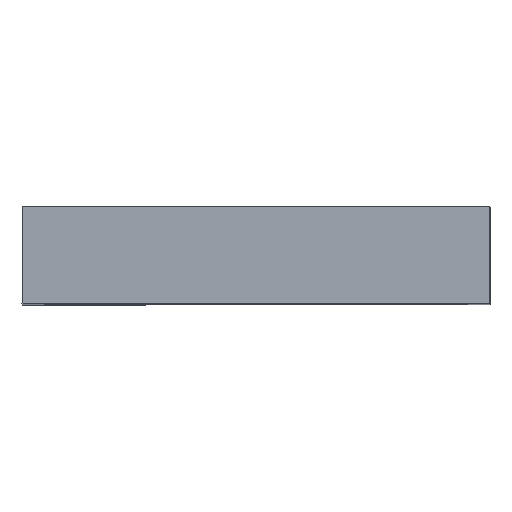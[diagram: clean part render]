
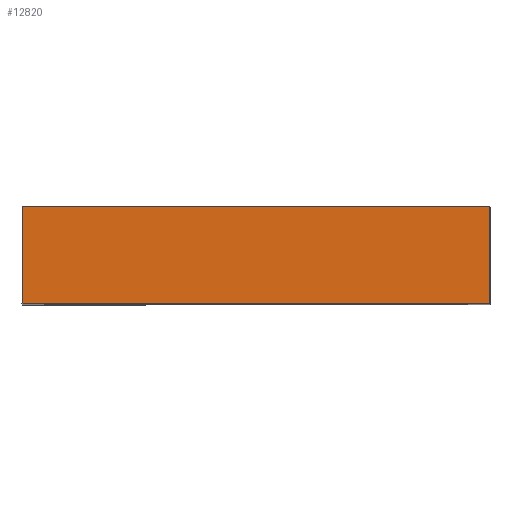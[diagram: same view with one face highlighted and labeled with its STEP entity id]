
A CAD part, top view. The second image highlights one B-rep face of the part: STEP entity #12820.
In plain terms, the highlighted face is planar.
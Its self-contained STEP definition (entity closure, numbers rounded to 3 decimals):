
#680=CARTESIAN_POINT('',(-3.025,40.,
7.287));
#690=VERTEX_POINT('',#680);
#720=CARTESIAN_POINT('',(-3.025,40.,
-8.56));
#730=DIRECTION('',(0.,0.,1.));
#740=VECTOR('',#730,1.);
#750=LINE('',#720,#740);
#760=CARTESIAN_POINT('',(-3.025,40.,
-7.155));
#770=VERTEX_POINT('',#760);
#780=EDGE_CURVE('',#770,#690,#750,.T.);
#2110=CARTESIAN_POINT('',(-6.025,40.,
-7.155));
#2120=VERTEX_POINT('',#2110);
#2150=CARTESIAN_POINT('',(-6.025,40.,
-8.56));
#2160=DIRECTION('',(0.,0.,1.));
#2170=VECTOR('',#2160,1.);
#2180=LINE('',#2150,#2170);
#2190=CARTESIAN_POINT('',(-6.025,40.,
7.287));
#2200=VERTEX_POINT('',#2190);
#2210=EDGE_CURVE('',#2120,#2200,#2180,.T.);
#6200=CARTESIAN_POINT('',(-3.025,40.,
-7.155));
#6210=DIRECTION('',(-1.,0.,0.));
#6220=VECTOR('',#6210,1.);
#6230=LINE('',#6200,#6220);
#6240=EDGE_CURVE('',#770,#2120,#6230,.T.);
#8010=CARTESIAN_POINT('',(-3.025,40.,
7.287));
#8020=DIRECTION('',(1.,0.,0.));
#8030=VECTOR('',#8020,1.);
#8040=LINE('',#8010,#8030);
#8050=EDGE_CURVE('',#2200,#690,#8040,.T.);
#12710=CARTESIAN_POINT('',(2.95,40.,
9.525));
#12720=DIRECTION('',(0.,1.,0.));
#12730=DIRECTION('',(1.,0.,0.));
#12740=AXIS2_PLACEMENT_3D('',#12710,#12720,#12730);
#12750=PLANE('',#12740);
#12760=ORIENTED_EDGE('',*,*,#6240,.T.);
#12770=ORIENTED_EDGE('',*,*,#780,.F.);
#12780=ORIENTED_EDGE('',*,*,#8050,.T.);
#12790=ORIENTED_EDGE('',*,*,#2210,.T.);
#12800=EDGE_LOOP('',(#12790,#12780,#12770,#12760));
#12810=FACE_OUTER_BOUND('',#12800,.T.);
#12820=ADVANCED_FACE('',(#12810),#12750,.T.);
